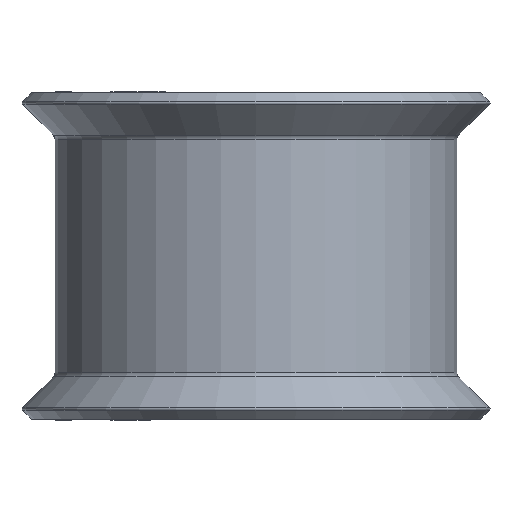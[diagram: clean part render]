
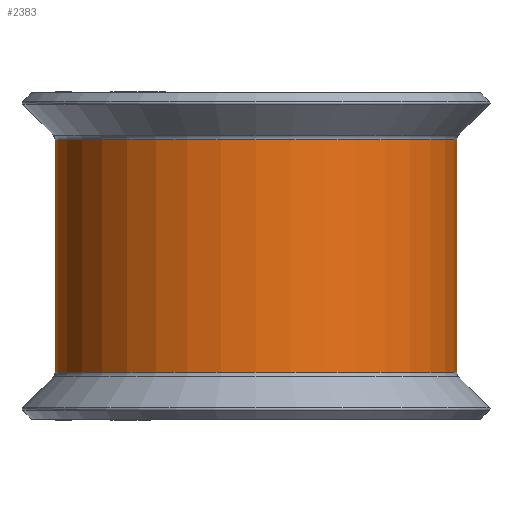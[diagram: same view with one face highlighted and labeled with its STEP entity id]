
A CAD part, front view. The second image highlights one B-rep face of the part: STEP entity #2383.
In plain terms, the highlighted cylindrical face has radius 7.772 mm (diameter 15.545 mm), a partial arc.
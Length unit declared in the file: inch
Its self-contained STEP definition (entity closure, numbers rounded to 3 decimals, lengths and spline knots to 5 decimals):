
#37 = CARTESIAN_POINT ( 'NONE',  ( 0.281, -0.35, 0.17722 ) ) ;
#345 = CIRCLE ( 'NONE', #2518, 0.306 ) ;
#348 = DIRECTION ( 'NONE',  ( 0., 0., -1. ) ) ;
#512 = CARTESIAN_POINT ( 'NONE',  ( 0.281, -0.656, -0.17722 ) ) ;
#558 = CARTESIAN_POINT ( 'NONE',  ( -0.025, -0.656, 0.25 ) ) ;
#578 = DIRECTION ( 'NONE',  ( -1., 0., 0. ) ) ;
#758 = DIRECTION ( 'NONE',  ( -1., 0., 0. ) ) ;
#764 = ORIENTED_EDGE ( 'NONE', *, *, #2275, .T. ) ;
#767 = VECTOR ( 'NONE', #2189, 39.37008 ) ;
#808 = DIRECTION ( 'NONE',  ( 0., 0., -1. ) ) ;
#829 = CARTESIAN_POINT ( 'NONE',  ( 0.281, -0.656, 0.25 ) ) ;
#841 = LINE ( 'NONE', #2420, #767 ) ;
#886 = CARTESIAN_POINT ( 'NONE',  ( 0.281, -0.35, -0.17722 ) ) ;
#897 = VECTOR ( 'NONE', #808, 39.37008 ) ;
#1324 = EDGE_CURVE ( 'NONE', #2488, #1506, #1541, .T. ) ;
#1413 = VERTEX_POINT ( 'NONE', #37 ) ;
#1506 = VERTEX_POINT ( 'NONE', #2020 ) ;
#1515 = ORIENTED_EDGE ( 'NONE', *, *, #3095, .F. ) ;
#1541 = CIRCLE ( 'NONE', #2574, 0.306 ) ;
#1587 = EDGE_CURVE ( 'NONE', #1413, #2798, #345, .T. ) ;
#1816 = CARTESIAN_POINT ( 'NONE',  ( 0.281, -0.656, 0.17722 ) ) ;
#1847 = CARTESIAN_POINT ( 'NONE',  ( -0.025, -0.656, 0.17722 ) ) ;
#1862 = ORIENTED_EDGE ( 'NONE', *, *, #1324, .F. ) ;
#1916 = AXIS2_PLACEMENT_3D ( 'NONE', #829, #2996, #578 ) ;
#2020 = CARTESIAN_POINT ( 'NONE',  ( -0.025, -0.656, -0.17722 ) ) ;
#2056 = DIRECTION ( 'NONE',  ( -1., 0., 0. ) ) ;
#2104 = ORIENTED_EDGE ( 'NONE', *, *, #1587, .T. ) ;
#2189 = DIRECTION ( 'NONE',  ( 0., 0., -1. ) ) ;
#2223 = DIRECTION ( 'NONE',  ( 0., 0., -1. ) ) ;
#2275 = EDGE_CURVE ( 'NONE', #2798, #1506, #2900, .T. ) ;
#2383 = ADVANCED_FACE ( 'NONE', ( #2593 ), #2519, .T. ) ;
#2420 = CARTESIAN_POINT ( 'NONE',  ( 0.281, -0.35, 0.25 ) ) ;
#2488 = VERTEX_POINT ( 'NONE', #886 ) ;
#2518 = AXIS2_PLACEMENT_3D ( 'NONE', #1816, #348, #2056 ) ;
#2519 = CYLINDRICAL_SURFACE ( 'NONE', #1916, 0.306 ) ;
#2574 = AXIS2_PLACEMENT_3D ( 'NONE', #512, #2223, #758 ) ;
#2593 = FACE_OUTER_BOUND ( 'NONE', #2676, .T. ) ;
#2676 = EDGE_LOOP ( 'NONE', ( #764, #1862, #1515, #2104 ) ) ;
#2798 = VERTEX_POINT ( 'NONE', #1847 ) ;
#2900 = LINE ( 'NONE', #558, #897 ) ;
#2996 = DIRECTION ( 'NONE',  ( 0., 0., -1. ) ) ;
#3095 = EDGE_CURVE ( 'NONE', #1413, #2488, #841, .T. ) ;
